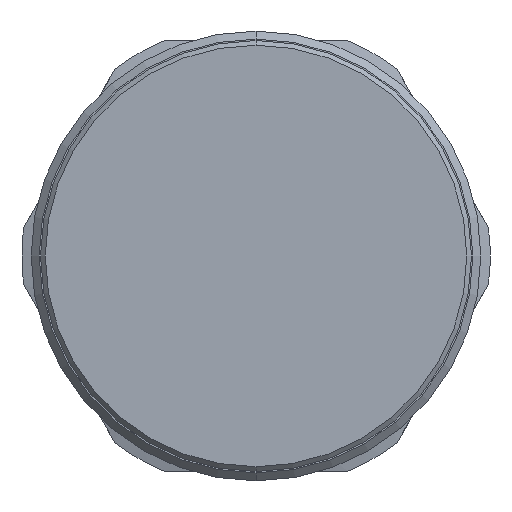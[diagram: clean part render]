
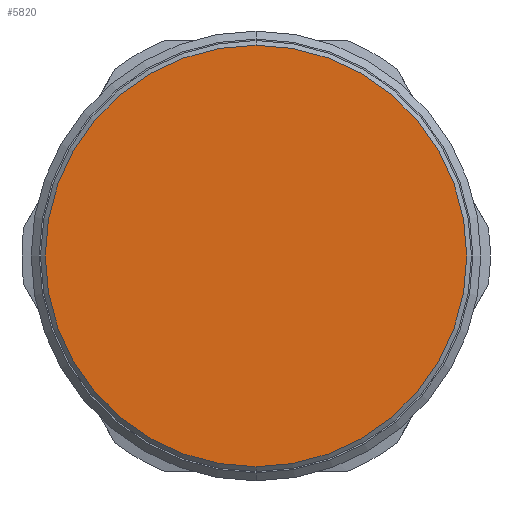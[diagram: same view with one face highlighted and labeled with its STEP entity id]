
A CAD part, front view. The second image highlights one B-rep face of the part: STEP entity #5820.
In plain terms, the highlighted planar face has unit normal (0, -1, 0).
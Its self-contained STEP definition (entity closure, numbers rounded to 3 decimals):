
#3132 = CARTESIAN_POINT ( 'NONE',  ( 0., -50.5, 22.5 ) ) ;
#3174 = DIRECTION ( 'NONE',  ( 0., 0., 1. ) ) ;
#3175 = DIRECTION ( 'NONE',  ( 0., -1., 0. ) ) ;
#3176 = CARTESIAN_POINT ( 'NONE',  ( 0., -50.5, 0. ) ) ;
#3177 = AXIS2_PLACEMENT_3D ( 'NONE', #3176, #3175, #3174 ) ;
#3178 = CIRCLE ( 'NONE', #3177, 22.5 ) ;
#3179 = CARTESIAN_POINT ( 'NONE',  ( 0., -50.5, -22.5 ) ) ;
#3485 = AXIS2_PLACEMENT_3D ( 'NONE', #3546, #3545, #3544 ) ;
#3486 = PLANE ( 'NONE',  #3485 ) ;
#3487 = FACE_OUTER_BOUND ( 'NONE', #5815, .T. ) ;
#3488 = DIRECTION ( 'NONE',  ( 0., 0., 1. ) ) ;
#3489 = DIRECTION ( 'NONE',  ( 0., -1., 0. ) ) ;
#3490 = CARTESIAN_POINT ( 'NONE',  ( 0., -50.5, 0. ) ) ;
#3491 = AXIS2_PLACEMENT_3D ( 'NONE', #3490, #3489, #3488 ) ;
#3492 = CIRCLE ( 'NONE', #3491, 22.5 ) ;
#3544 = DIRECTION ( 'NONE',  ( 0., 0., 1. ) ) ;
#3545 = DIRECTION ( 'NONE',  ( 0., 1., 0. ) ) ;
#3546 = CARTESIAN_POINT ( 'NONE',  ( 0., -50.5, 0. ) ) ;
#5576 = VERTEX_POINT ( 'NONE', #3132 ) ;
#5586 = VERTEX_POINT ( 'NONE', #3179 ) ;
#5587 = EDGE_CURVE ( 'NONE', #5586, #5576, #3178, .T. ) ;
#5805 = ORIENTED_EDGE ( 'NONE', *, *, #5587, .T. ) ;
#5811 = ORIENTED_EDGE ( 'NONE', *, *, #5819, .T. ) ;
#5815 = EDGE_LOOP ( 'NONE', ( #5811, #5805 ) ) ;
#5819 = EDGE_CURVE ( 'NONE', #5576, #5586, #3492, .T. ) ;
#5820 = ADVANCED_FACE ( 'NONE', ( #3487 ), #3486, .F. ) ;
